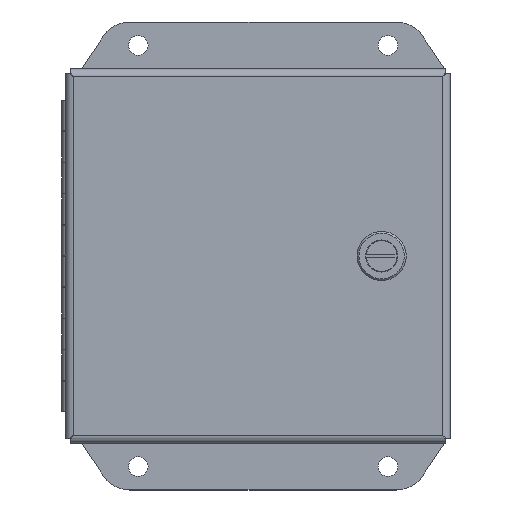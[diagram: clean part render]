
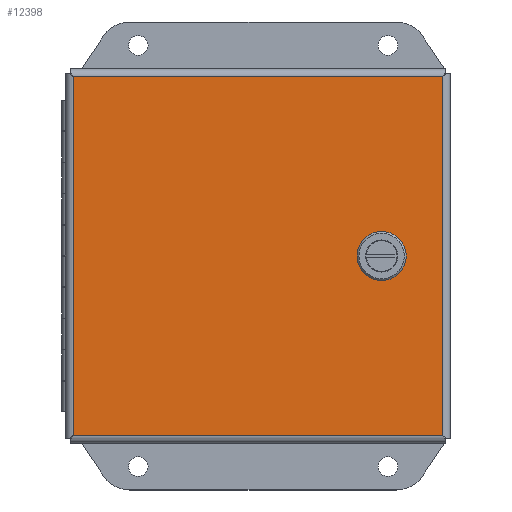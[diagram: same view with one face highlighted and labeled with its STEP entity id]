
A CAD part, front view. The second image highlights one B-rep face of the part: STEP entity #12398.
In plain terms, the highlighted planar face has unit normal (0, -1, 0).
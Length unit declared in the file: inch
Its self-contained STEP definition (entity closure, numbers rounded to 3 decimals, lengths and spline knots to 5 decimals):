
#148 = CARTESIAN_POINT ( 'NONE',  ( 1.82441, -4.61697, 0.331 ) ) ;
#256 = VERTEX_POINT ( 'NONE', #9637 ) ;
#558 = VECTOR ( 'NONE', #16040, 39.37008 ) ;
#660 = EDGE_CURVE ( 'NONE', #8502, #1335, #15960, .T. ) ;
#1010 = LINE ( 'NONE', #13870, #1286 ) ;
#1089 = ORIENTED_EDGE ( 'NONE', *, *, #6470, .F. ) ;
#1286 = VECTOR ( 'NONE', #9535, 39.37008 ) ;
#1335 = VERTEX_POINT ( 'NONE', #3036 ) ;
#1989 = VECTOR ( 'NONE', #7449, 39.37008 ) ;
#2053 = DIRECTION ( 'NONE',  ( -0.707, 0., -0.707 ) ) ;
#2604 = CARTESIAN_POINT ( 'NONE',  ( -3.0455, -4.61697, -2.8785 ) ) ;
#2607 = VERTEX_POINT ( 'NONE', #18635 ) ;
#3036 = CARTESIAN_POINT ( 'NONE',  ( 1.97559, -4.61697, 0.331 ) ) ;
#3151 = ORIENTED_EDGE ( 'NONE', *, *, #19114, .F. ) ;
#3195 = CARTESIAN_POINT ( 'NONE',  ( 1.569, -4.61697, -0.07559 ) ) ;
#3286 = VERTEX_POINT ( 'NONE', #3195 ) ;
#3472 = ORIENTED_EDGE ( 'NONE', *, *, #18061, .T. ) ;
#3829 = EDGE_CURVE ( 'NONE', #12694, #6564, #6274, .T. ) ;
#4287 = PLANE ( 'NONE',  #17978 ) ;
#4329 = EDGE_CURVE ( 'NONE', #11067, #12694, #6431, .T. ) ;
#4386 = FACE_OUTER_BOUND ( 'NONE', #10264, .T. ) ;
#4476 = DIRECTION ( 'NONE',  ( -1., 0., 0. ) ) ;
#4648 = VERTEX_POINT ( 'NONE', #5397 ) ;
#5160 = VECTOR ( 'NONE', #4476, 39.37008 ) ;
#5397 = CARTESIAN_POINT ( 'NONE',  ( 1.82441, -4.61697, 0.331 ) ) ;
#5696 = DIRECTION ( 'NONE',  ( 0., 0., 1. ) ) ;
#5701 = CARTESIAN_POINT ( 'NONE',  ( 1.97559, -4.61697, 0.331 ) ) ;
#6246 = LINE ( 'NONE', #18255, #12106 ) ;
#6274 = LINE ( 'NONE', #12169, #13534 ) ;
#6431 = LINE ( 'NONE', #15245, #16327 ) ;
#6470 = EDGE_CURVE ( 'NONE', #3286, #11067, #6246, .T. ) ;
#6564 = VERTEX_POINT ( 'NONE', #16986 ) ;
#6685 = EDGE_CURVE ( 'NONE', #9705, #3286, #9903, .T. ) ;
#6814 = DIRECTION ( 'NONE',  ( 0., 0., -1. ) ) ;
#7127 = CARTESIAN_POINT ( 'NONE',  ( 2.8785, -4.61697, -2.8785 ) ) ;
#7320 = ORIENTED_EDGE ( 'NONE', *, *, #7589, .T. ) ;
#7449 = DIRECTION ( 'NONE',  ( -0.707, 0., 0.707 ) ) ;
#7589 = EDGE_CURVE ( 'NONE', #9075, #14725, #1010, .T. ) ;
#7893 = DIRECTION ( 'NONE',  ( 1., 0., 0. ) ) ;
#8001 = EDGE_CURVE ( 'NONE', #4648, #9705, #11044, .T. ) ;
#8126 = VECTOR ( 'NONE', #2053, 39.37008 ) ;
#8502 = VERTEX_POINT ( 'NONE', #12926 ) ;
#8816 = CARTESIAN_POINT ( 'NONE',  ( 2.8785, -4.61697, 2.8785 ) ) ;
#8849 = CARTESIAN_POINT ( 'NONE',  ( -3.0455, -4.61697, -2.8785 ) ) ;
#8882 = DIRECTION ( 'NONE',  ( 0.707, 0., 0.707 ) ) ;
#9046 = VECTOR ( 'NONE', #14375, 39.37008 ) ;
#9075 = VERTEX_POINT ( 'NONE', #8816 ) ;
#9434 = CARTESIAN_POINT ( 'NONE',  ( 1.97559, -4.61697, -0.331 ) ) ;
#9535 = DIRECTION ( 'NONE',  ( -1., 0., 0. ) ) ;
#9590 = ORIENTED_EDGE ( 'NONE', *, *, #13703, .T. ) ;
#9637 = CARTESIAN_POINT ( 'NONE',  ( -3.0455, -4.61697, -2.8785 ) ) ;
#9705 = VERTEX_POINT ( 'NONE', #14874 ) ;
#9856 = LINE ( 'NONE', #2604, #558 ) ;
#9903 = LINE ( 'NONE', #14158, #10270 ) ;
#10031 = CARTESIAN_POINT ( 'NONE',  ( 1.82441, -4.61697, -0.331 ) ) ;
#10052 = LINE ( 'NONE', #15953, #13660 ) ;
#10234 = ORIENTED_EDGE ( 'NONE', *, *, #3829, .F. ) ;
#10264 = EDGE_LOOP ( 'NONE', ( #9590, #7320, #3472, #10442 ) ) ;
#10270 = VECTOR ( 'NONE', #6814, 39.37008 ) ;
#10442 = ORIENTED_EDGE ( 'NONE', *, *, #17582, .T. ) ;
#11044 = LINE ( 'NONE', #12677, #8126 ) ;
#11067 = VERTEX_POINT ( 'NONE', #10031 ) ;
#11548 = FACE_BOUND ( 'NONE', #11892, .T. ) ;
#11793 = ORIENTED_EDGE ( 'NONE', *, *, #6685, .F. ) ;
#11827 = LINE ( 'NONE', #148, #5160 ) ;
#11892 = EDGE_LOOP ( 'NONE', ( #16009, #1089, #11793, #15731, #3151, #12075, #14946, #10234 ) ) ;
#12075 = ORIENTED_EDGE ( 'NONE', *, *, #660, .F. ) ;
#12106 = VECTOR ( 'NONE', #15250, 39.37008 ) ;
#12169 = CARTESIAN_POINT ( 'NONE',  ( 2.231, -4.61697, -0.07559 ) ) ;
#12398 = ADVANCED_FACE ( 'NONE', ( #11548, #4386 ), #4287, .T. ) ;
#12677 = CARTESIAN_POINT ( 'NONE',  ( 1.569, -4.61697, 0.07559 ) ) ;
#12694 = VERTEX_POINT ( 'NONE', #9434 ) ;
#12926 = CARTESIAN_POINT ( 'NONE',  ( 2.231, -4.61697, 0.07559 ) ) ;
#13180 = DIRECTION ( 'NONE',  ( 0., -1., 0. ) ) ;
#13278 = EDGE_CURVE ( 'NONE', #6564, #8502, #10052, .T. ) ;
#13449 = DIRECTION ( 'NONE',  ( 1., 0., 0. ) ) ;
#13534 = VECTOR ( 'NONE', #8882, 39.37008 ) ;
#13646 = LINE ( 'NONE', #17819, #14418 ) ;
#13660 = VECTOR ( 'NONE', #5696, 39.37008 ) ;
#13703 = EDGE_CURVE ( 'NONE', #2607, #9075, #15846, .T. ) ;
#13870 = CARTESIAN_POINT ( 'NONE',  ( -3.0455, -4.61697, 2.8785 ) ) ;
#14158 = CARTESIAN_POINT ( 'NONE',  ( 1.569, -4.61697, -0.07559 ) ) ;
#14375 = DIRECTION ( 'NONE',  ( 0., 0., 1. ) ) ;
#14418 = VECTOR ( 'NONE', #13449, 39.37008 ) ;
#14725 = VERTEX_POINT ( 'NONE', #17024 ) ;
#14733 = DIRECTION ( 'NONE',  ( 0., 0., -1. ) ) ;
#14874 = CARTESIAN_POINT ( 'NONE',  ( 1.569, -4.61697, 0.07559 ) ) ;
#14946 = ORIENTED_EDGE ( 'NONE', *, *, #13278, .F. ) ;
#15245 = CARTESIAN_POINT ( 'NONE',  ( 1.97559, -4.61697, -0.331 ) ) ;
#15250 = DIRECTION ( 'NONE',  ( 0.707, 0., -0.707 ) ) ;
#15731 = ORIENTED_EDGE ( 'NONE', *, *, #8001, .F. ) ;
#15846 = LINE ( 'NONE', #7127, #9046 ) ;
#15953 = CARTESIAN_POINT ( 'NONE',  ( 2.231, -4.61697, 0.07559 ) ) ;
#15960 = LINE ( 'NONE', #5701, #1989 ) ;
#16009 = ORIENTED_EDGE ( 'NONE', *, *, #4329, .F. ) ;
#16040 = DIRECTION ( 'NONE',  ( 0., 0., -1. ) ) ;
#16327 = VECTOR ( 'NONE', #7893, 39.37008 ) ;
#16986 = CARTESIAN_POINT ( 'NONE',  ( 2.231, -4.61697, -0.07559 ) ) ;
#17024 = CARTESIAN_POINT ( 'NONE',  ( -3.0455, -4.61697, 2.8785 ) ) ;
#17582 = EDGE_CURVE ( 'NONE', #256, #2607, #13646, .T. ) ;
#17819 = CARTESIAN_POINT ( 'NONE',  ( -3.0455, -4.61697, -2.8785 ) ) ;
#17978 = AXIS2_PLACEMENT_3D ( 'NONE', #8849, #13180, #14733 ) ;
#18061 = EDGE_CURVE ( 'NONE', #14725, #256, #9856, .T. ) ;
#18255 = CARTESIAN_POINT ( 'NONE',  ( 1.82441, -4.61697, -0.331 ) ) ;
#18635 = CARTESIAN_POINT ( 'NONE',  ( 2.8785, -4.61697, -2.8785 ) ) ;
#19114 = EDGE_CURVE ( 'NONE', #1335, #4648, #11827, .T. ) ;
